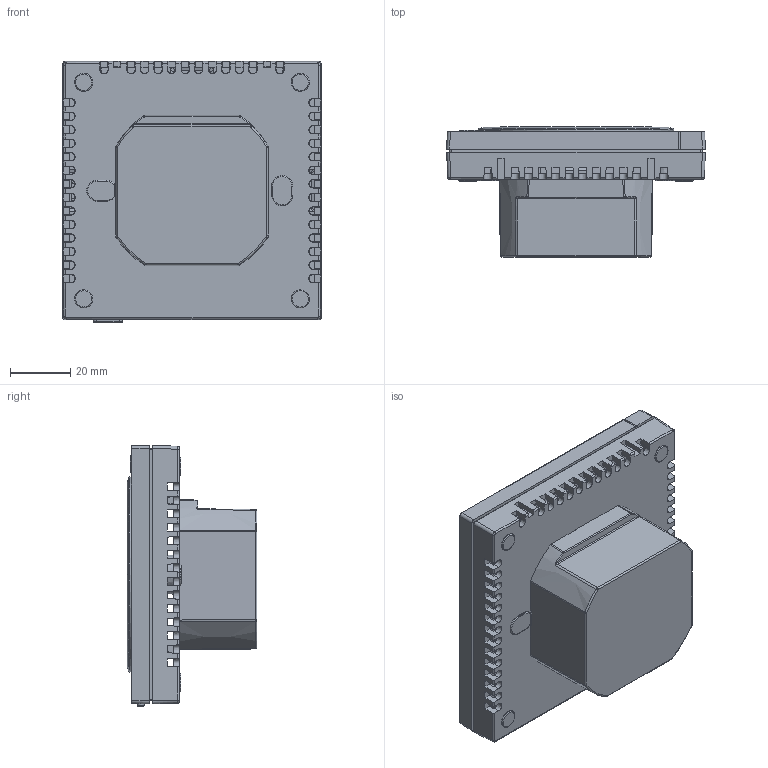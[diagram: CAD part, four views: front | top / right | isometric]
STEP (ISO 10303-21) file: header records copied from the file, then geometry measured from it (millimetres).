
FILE_DESCRIPTION((''),'2;1');
FILE_NAME('RET2001_TP5001_-M_OT__SW0001','2023-09-28T15:53:33',('U331767'),('Danfoss'),'CREO PARAMETRIC BY PTC INC, 2022124','CREO PARAMETRIC BY PTC INC, 2022124','');
FILE_SCHEMA(('CONFIG_CONTROL_DESIGN'));
Length unit declared in the file: millimetre
Products named in the file (1): RET2001_TP5001_-M_OT__SW0001
Bounding box: 86 x 43.18 x 86.9 mm (x, y, z)
Volume: 45830.8 mm3; surface area: 60034 mm2
Topology: 1 solids, 1 shells, 1449 faces, 4366 edges, 2873 vertices
Faces by surface type: plane 968, cylinder 209, cone 141, extrusion 49, torus 33, sphere 28, bspline 21
Entity records: 52465 total; most frequent: CARTESIAN_POINT 13534, ORIENTED_EDGE 8678, DIRECTION 7331, EDGE_CURVE 4339, VECTOR 3177, LINE 3128, VERTEX_POINT 2872, AXIS2_PLACEMENT_3D 2077
